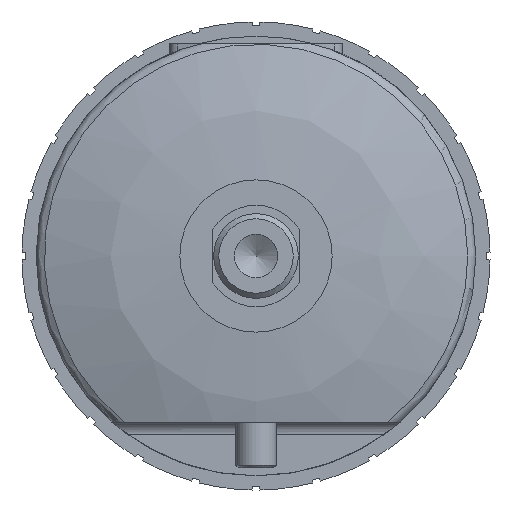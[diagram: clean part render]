
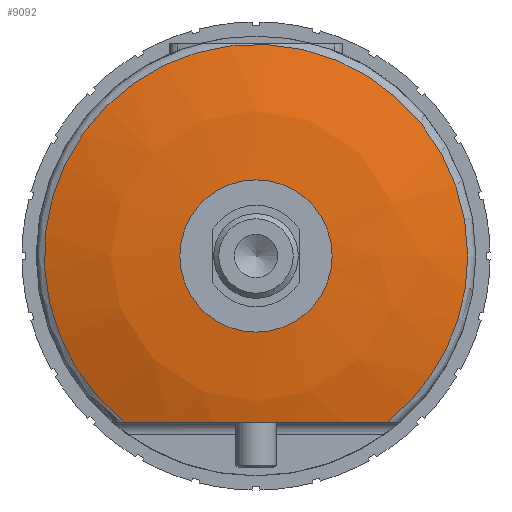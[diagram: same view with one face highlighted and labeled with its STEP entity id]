
A CAD part, front view. The second image highlights one B-rep face of the part: STEP entity #9092.
In plain terms, the highlighted free-form (B-spline) face has degree [2, 2] with [3, 9] control points.
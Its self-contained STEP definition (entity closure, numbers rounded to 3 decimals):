
#8264=CARTESIAN_POINT('',(-25.882,4.993,32.7));
#8265=VERTEX_POINT('',#8264);
#8294=CARTESIAN_POINT('',(25.882,4.993,32.7));
#8295=VERTEX_POINT('',#8294);
#8296=CARTESIAN_POINT('',(25.882,4.993,32.7));
#8297=CARTESIAN_POINT('',(21.813,4.015,32.7));
#8298=CARTESIAN_POINT('',(17.654,3.321,32.7));
#8299=CARTESIAN_POINT('',(13.532,2.868,32.7));
#8300=CARTESIAN_POINT('',(10.191,2.502,32.7));
#8301=CARTESIAN_POINT('',(6.875,2.291,32.7));
#8302=CARTESIAN_POINT('',(3.656,2.202,32.7));
#8303=CARTESIAN_POINT('',(2.717,2.176,32.7));
#8304=CARTESIAN_POINT('',(1.787,2.16,32.7));
#8305=CARTESIAN_POINT('',(0.867,2.154,32.7));
#8306=CARTESIAN_POINT('',(0.138,2.149,32.7));
#8307=CARTESIAN_POINT('',(-0.583,2.15,32.7));
#8308=CARTESIAN_POINT('',(-1.314,2.158,32.7));
#8309=CARTESIAN_POINT('',(-6.32,2.207,32.7));
#8310=CARTESIAN_POINT('',(-11.608,2.541,32.7));
#8311=CARTESIAN_POINT('',(-16.901,3.292,32.7));
#8312=CARTESIAN_POINT('',(-19.91,3.718,32.7));
#8313=CARTESIAN_POINT('',(-22.919,4.281,32.7));
#8314=CARTESIAN_POINT('',(-25.882,4.993,32.7));
#8315=B_SPLINE_CURVE_WITH_KNOTS('',3,(#8296,#8297,#8298,#8299,#8300,#8301,#8302,#8303,#8304,#8305,#8306,#8307,#8308,#8309,#8310,#8311,#8312,#8313,#8314),.UNSPECIFIED.,.F.,.U.,(4,3,3,3,3,3,4),(-2.462,-1.301,-0.361,-0.086,0.131,1.617,2.462),.UNSPECIFIED.);
#8316=EDGE_CURVE('',#8295,#8265,#8315,.T.);
#8761=CARTESIAN_POINT('',(0.0,4.993,0.0));
#8762=DIRECTION('',(0.0,1.0,0.0));
#8763=DIRECTION('',(1.0,0.0,0.0));
#8764=AXIS2_PLACEMENT_3D('',#8761,#8762,#8763);
#8765=CIRCLE('',#8764,41.703);
#8766=EDGE_CURVE('',#8295,#8265,#8765,.T.);
#9042=CARTESIAN_POINT('',(0.,1.538,0.));
#9043=CARTESIAN_POINT('',(0.,-2.89,-21.364));
#9044=CARTESIAN_POINT('',(0.,4.995,-41.708));
#9045=CARTESIAN_POINT('',(0.,1.538,0.));
#9046=CARTESIAN_POINT('',(21.364,-2.89,-21.364));
#9047=CARTESIAN_POINT('',(41.708,4.995,-41.708));
#9048=CARTESIAN_POINT('',(0.,1.538,0.));
#9049=CARTESIAN_POINT('',(21.364,-2.89,0.));
#9050=CARTESIAN_POINT('',(41.708,4.995,0.));
#9051=CARTESIAN_POINT('',(0.,1.538,0.));
#9052=CARTESIAN_POINT('',(21.364,-2.89,21.364));
#9053=CARTESIAN_POINT('',(41.708,4.995,41.708));
#9054=CARTESIAN_POINT('',(0.,1.538,0.));
#9055=CARTESIAN_POINT('',(0.,-2.89,21.364));
#9056=CARTESIAN_POINT('',(0.,4.995,41.708));
#9057=CARTESIAN_POINT('',(0.,1.538,0.));
#9058=CARTESIAN_POINT('',(-21.364,-2.89,21.364));
#9059=CARTESIAN_POINT('',(-41.708,4.995,41.708));
#9060=CARTESIAN_POINT('',(0.,1.538,0.));
#9061=CARTESIAN_POINT('',(-21.364,-2.89,0.));
#9062=CARTESIAN_POINT('',(-41.708,4.995,0.));
#9063=CARTESIAN_POINT('',(0.,1.538,0.));
#9064=CARTESIAN_POINT('',(-21.364,-2.89,-21.364));
#9065=CARTESIAN_POINT('',(-41.708,4.995,-41.708));
#9066=CARTESIAN_POINT('',(0.,1.538,0.));
#9067=CARTESIAN_POINT('',(0.,-2.89,-21.364));
#9068=CARTESIAN_POINT('',(0.,4.995,-41.708));
#9076=(BOUNDED_SURFACE()B_SPLINE_SURFACE(2,2,((#9042,#9045,#9048,#9051,#9054,#9057,#9060,#9063,#9066),(#9043,#9046,#9049,#9052,#9055,#9058,#9061,#9064,#9067),(#9044,#9047,#9050,#9053,#9056,#9059,#9062,#9065,#9068)),.UNSPECIFIED.,.F.,.T.,.U.)B_SPLINE_SURFACE_WITH_KNOTS((3,3),(3,2,2,2,3),(-1.775,-1.201),(0.0,1.571,3.142,4.712,6.283),.UNSPECIFIED.)GEOMETRIC_REPRESENTATION_ITEM()RATIONAL_B_SPLINE_SURFACE(((1.0,0.707,1.0,0.707,1.0,0.707,1.0,0.707,1.0),(0.959,0.678,0.959,0.678,0.959,0.678,0.959,0.678,0.959),(1.0,0.707,1.0,0.707,1.0,0.707,1.0,0.707,1.0)))REPRESENTATION_ITEM('')SURFACE());
#9077=ORIENTED_EDGE('',*,*,#8316,.T.);
#9078=ORIENTED_EDGE('',*,*,#8766,.F.);
#9079=EDGE_LOOP('',(#9077,#9078));
#9080=FACE_OUTER_BOUND('',#9079,.T.);
#9081=CARTESIAN_POINT('',(-15.,0.0,0.0));
#9082=VERTEX_POINT('',#9081);
#9083=CARTESIAN_POINT('',(0.0,0.0,0.0));
#9084=DIRECTION('',(0.0,1.0,0.0));
#9085=DIRECTION('',(-1.0,0.0,0.0));
#9086=AXIS2_PLACEMENT_3D('',#9083,#9084,#9085);
#9087=CIRCLE('',#9086,15.);
#9088=EDGE_CURVE('',#9082,#9082,#9087,.T.);
#9089=ORIENTED_EDGE('',*,*,#9088,.T.);
#9090=EDGE_LOOP('',(#9089));
#9091=FACE_BOUND('',#9090,.T.);
#9092=ADVANCED_FACE('',(#9080,#9091),#9076,.T.);
